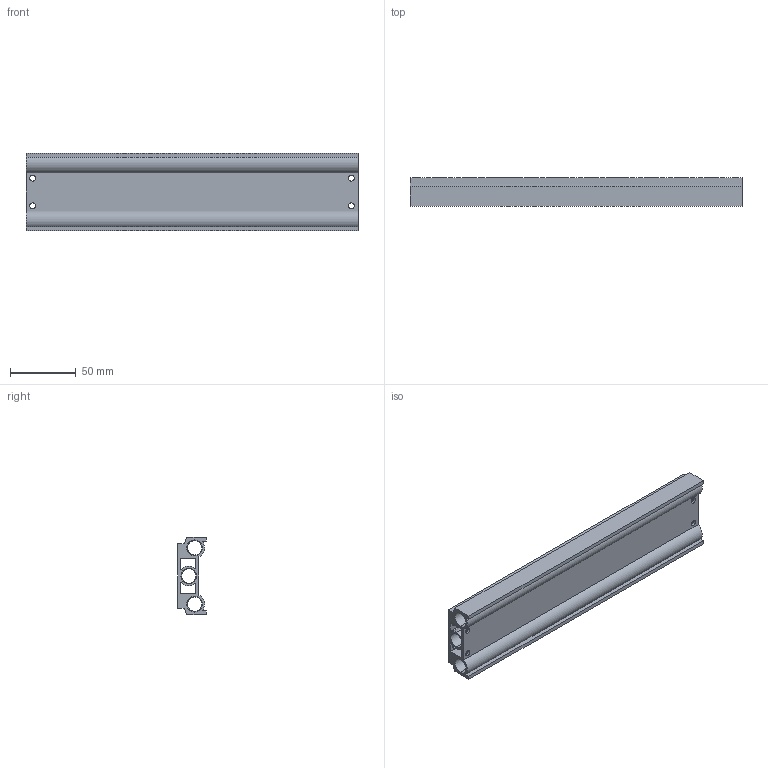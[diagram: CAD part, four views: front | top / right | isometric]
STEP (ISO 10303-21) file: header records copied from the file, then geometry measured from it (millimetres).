
FILE_DESCRIPTION (( 'STEP AP214' ), '1' );
FILE_NAME ('4V-200M-10F.STEP', '2017-07-24T08:36:22', ( 'Sky123.Org' ), ( 'Sky123.Org' ), 'SwSTEP 2.0', 'SolidWorks 2016', '' );
FILE_SCHEMA (( 'AUTOMOTIVE_DESIGN' ));
Length unit declared in the file: millimetre
Products named in the file (1): 4V-200M-10F
Bounding box: 253 x 22 x 59 mm (x, y, z)
Volume: 129240.3 mm3; surface area: 94768.2 mm2
Topology: 1 solids, 1 shells, 211 faces, 651 edges, 434 vertices
Faces by surface type: cylinder 145, plane 66
Entity records: 10541 total; most frequent: CARTESIAN_POINT 3843, ORIENTED_EDGE 1302, DIRECTION 1223, EDGE_CURVE 651, AXIS2_PLACEMENT_3D 484, VERTEX_POINT 434, EDGE_LOOP 333, CIRCLE 272
